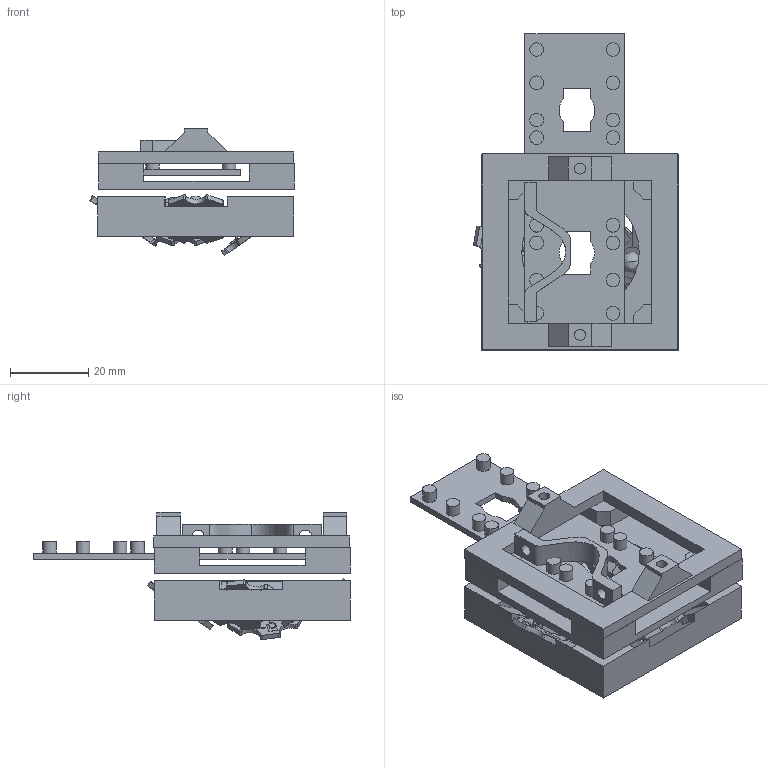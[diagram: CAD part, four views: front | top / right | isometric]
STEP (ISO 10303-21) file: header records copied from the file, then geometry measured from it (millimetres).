
FILE_DESCRIPTION(/* description */ (''),/* implementation_level */ '2;1');
FILE_NAME(/* name */ 'Assembly_Z-Stage_Sampleholder.iam.step',/* time_stamp */ '2022-11-29T09:17:19+01:00',/* author */ ('diederichbenedict'),/* organization */ (''),/* preprocessor_version */ 'ST-DEVELOPER v18.1',/* originating_system */ 'Autodesk Inventor 2022',/* authorisation */ '');
FILE_SCHEMA (('AUTOMOTIVE_DESIGN { 1 0 10303 214 3 1 1 }','FEATURE_BASED_PROCESS_PLANNING'));
Length unit declared in the file: millimetre
Products named in the file (10): Assembly_Z-Stage_Sampleholder; 30_XY_Stage_Clamp_Slide; 00_FluidicChip_AlexSwen; 30_Z_Stage_Adapterplate; 30_Z_Stage_Fluomodule; 00_3W_LED_Star_pad_v1; 00_LED_star_base; 00_3W-Led-2 v7; 00_LED_lens; 00_LED_smd_body
Assembly tree (12 placements, depth 4):
  Assembly_Z-Stage_Sampleholder
    30_XY_Stage_Clamp_Slide
    00_FluidicChip_AlexSwen
    30_Z_Stage_Adapterplate
    30_Z_Stage_Fluomodule
    00_3W_LED_Star_pad_v1  x4
      00_LED_star_base
      00_3W-Led-2 v7
        00_LED_lens
        00_LED_smd_body
Bounding box: 52.31 x 80.77 x 32.48 mm (x, y, z)
Volume: 26097.1 mm3; surface area: 25215.5 mm2
Topology: 17 solids, 17 shells, 768 faces, 1992 edges, 1316 vertices
Faces by surface type: plane 543, cylinder 209, bspline 12, sphere 4
Full cylindrical faces by diameter (mm): 2.8 x2, 3 x10, 3.5 x16, 4 x4, 5.5 x4, 6.74 x4, 30 x1
Entity records: 11730 total; most frequent: CARTESIAN_POINT 2094, DIRECTION 1928, ORIENTED_EDGE 1858, EDGE_CURVE 929, LINE 668, VECTOR 668, AXIS2_PLACEMENT_3D 630, VERTEX_POINT 617
